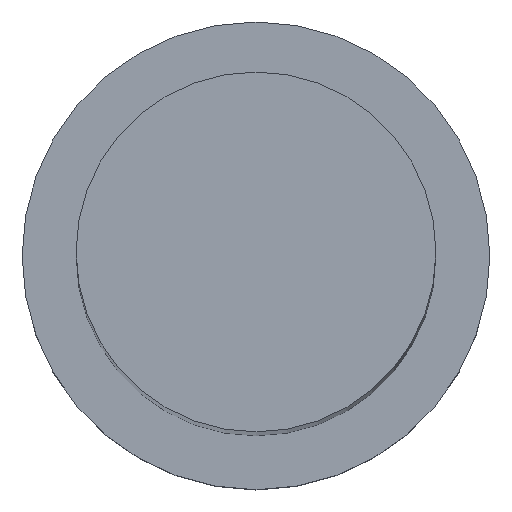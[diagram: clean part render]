
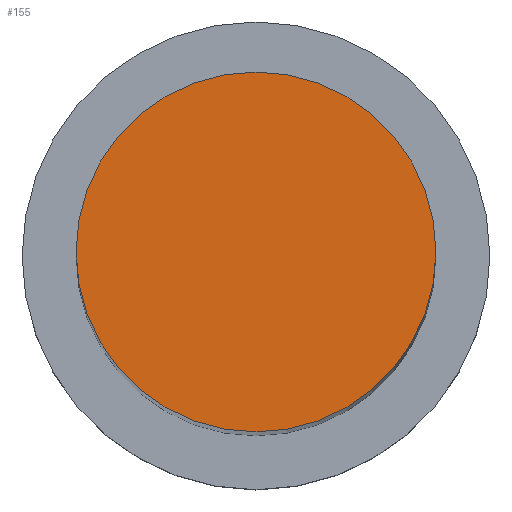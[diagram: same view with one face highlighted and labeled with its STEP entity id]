
A CAD part, top view. The second image highlights one B-rep face of the part: STEP entity #155.
In plain terms, the highlighted planar face has unit normal (0, 0, 1).
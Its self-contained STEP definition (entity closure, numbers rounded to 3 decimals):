
#5 = CIRCLE ( 'NONE', #30, 10. ) ;
#6 = EDGE_CURVE ( 'NONE', #177, #34, #5, .T. ) ;
#25 = CARTESIAN_POINT ( 'NONE',  ( 0., 0., 133. ) ) ;
#30 = AXIS2_PLACEMENT_3D ( 'NONE', #192, #121, #143 ) ;
#34 = VERTEX_POINT ( 'NONE', #36 ) ;
#36 = CARTESIAN_POINT ( 'NONE',  ( 10., 0., 133. ) ) ;
#61 = ORIENTED_EDGE ( 'NONE', *, *, #6, .T. ) ;
#80 = PLANE ( 'NONE',  #94 ) ;
#83 = AXIS2_PLACEMENT_3D ( 'NONE', #221, #252, #235 ) ;
#94 = AXIS2_PLACEMENT_3D ( 'NONE', #25, #157, #137 ) ;
#108 = CIRCLE ( 'NONE', #83, 10. ) ;
#121 = DIRECTION ( 'NONE',  ( 0., 0., 1. ) ) ;
#137 = DIRECTION ( 'NONE',  ( 1., 0., 0. ) ) ;
#143 = DIRECTION ( 'NONE',  ( 1., 0., 0. ) ) ;
#148 = EDGE_LOOP ( 'NONE', ( #61, #197 ) ) ;
#155 = ADVANCED_FACE ( 'NONE', ( #204 ), #80, .T. ) ;
#157 = DIRECTION ( 'NONE',  ( 0., 0., 1. ) ) ;
#166 = CARTESIAN_POINT ( 'NONE',  ( -10., 0., 133. ) ) ;
#177 = VERTEX_POINT ( 'NONE', #166 ) ;
#192 = CARTESIAN_POINT ( 'NONE',  ( 0., 0., 133. ) ) ;
#197 = ORIENTED_EDGE ( 'NONE', *, *, #240, .T. ) ;
#204 = FACE_OUTER_BOUND ( 'NONE', #148, .T. ) ;
#221 = CARTESIAN_POINT ( 'NONE',  ( 0., 0., 133. ) ) ;
#235 = DIRECTION ( 'NONE',  ( 1., 0., 0. ) ) ;
#240 = EDGE_CURVE ( 'NONE', #34, #177, #108, .T. ) ;
#252 = DIRECTION ( 'NONE',  ( 0., 0., 1. ) ) ;
